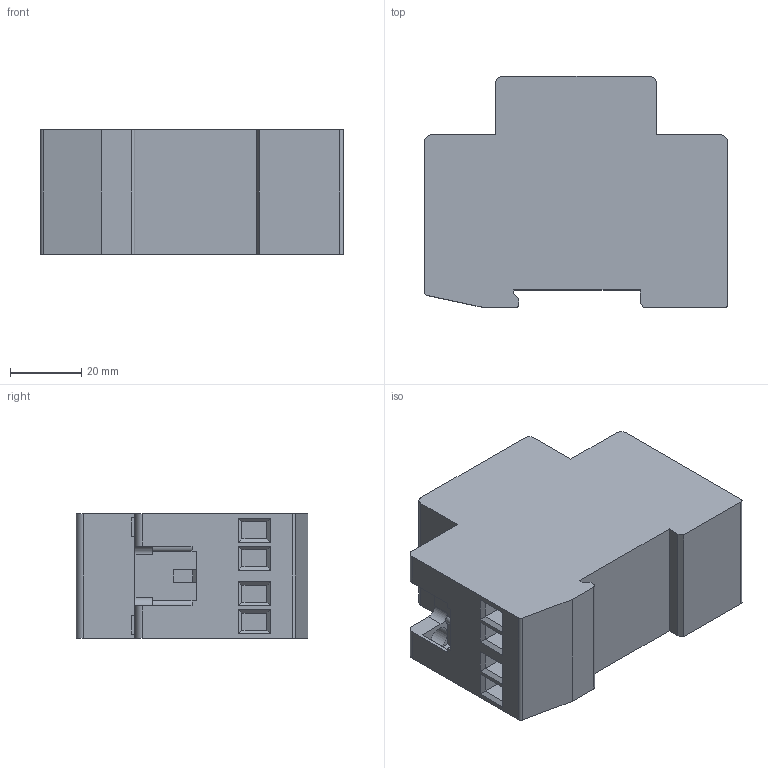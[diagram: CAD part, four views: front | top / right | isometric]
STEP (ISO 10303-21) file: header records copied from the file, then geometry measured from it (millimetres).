
FILE_DESCRIPTION (( 'STEP AP214' ), '1' );
FILE_NAME ('optidin mk63 25-20.STEP', '2013-10-17T12:45:59', ( '1' ), ( 'keaz' ), 'SwSTEP 2.0', 'SolidWorks 2007', '' );
FILE_SCHEMA (( 'AUTOMOTIVE_DESIGN' ));
Length unit declared in the file: millimetre
Products named in the file (4): ñòåêëûøêî_Ïî óìîë÷àíèþ; êîíòàêòîð 25õ_Ïî óìîë÷àíèþ; 鎔艜2; optidin mk63 25-20
Assembly tree (16 placements, depth 2):
  optidin mk63 25-20
    鎔艜2  x14
    êîíòàêòîð 25õ_Ïî óìîë÷àíèþ
    ñòåêëûøêî_Ïî óìîë÷àíèþ
Bounding box: 85 x 65 x 35 mm (x, y, z)
Volume: 144952.5 mm3; surface area: 30265 mm2
Topology: 16 solids, 16 shells, 861 faces, 2237 edges, 1430 vertices
Faces by surface type: plane 670, cylinder 135, torus 56
Entity records: 8682 total; most frequent: CARTESIAN_POINT 1564, ORIENTED_EDGE 1458, DIRECTION 1443, EDGE_CURVE 729, VECTOR 557, LINE 557, VERTEX_POINT 468, AXIS2_PLACEMENT_3D 443
